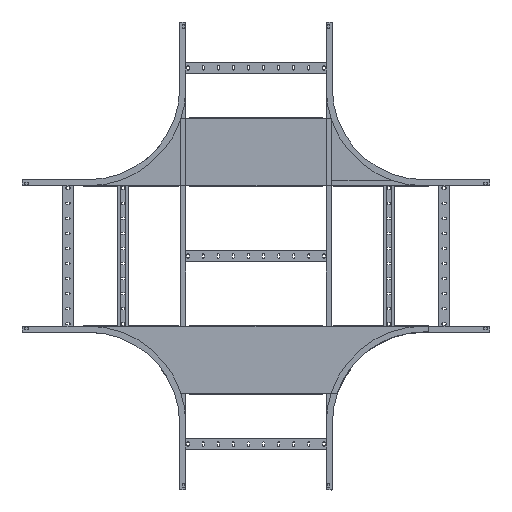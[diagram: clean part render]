
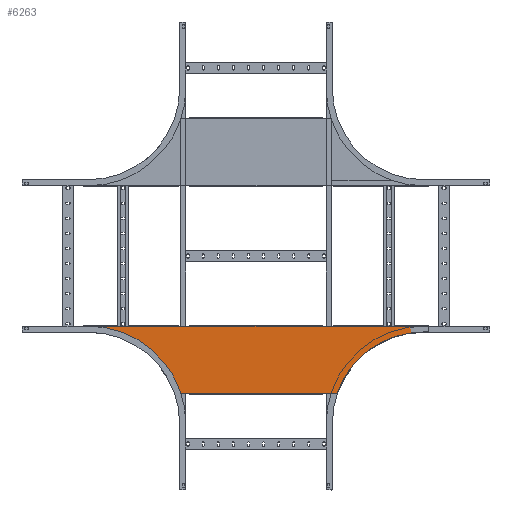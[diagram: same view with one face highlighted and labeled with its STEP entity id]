
A CAD part, top view. The second image highlights one B-rep face of the part: STEP entity #6263.
In plain terms, the highlighted face is planar.
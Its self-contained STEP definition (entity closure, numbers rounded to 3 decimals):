
#321 = EDGE_CURVE ( 'NONE', #8556, #1804, #9177, .T. ) ;
#351 = VECTOR ( 'NONE', #7181, 1000. ) ;
#473 = AXIS2_PLACEMENT_3D ( 'NONE', #1503, #7633, #654 ) ;
#654 = DIRECTION ( 'NONE',  ( 0., 0., 1. ) ) ;
#875 = DIRECTION ( 'NONE',  ( 0., 0., -1. ) ) ;
#996 = EDGE_CURVE ( 'NONE', #4184, #8277, #7621, .T. ) ;
#1034 = CARTESIAN_POINT ( 'NONE',  ( -737., -1.2, -393.2 ) ) ;
#1094 = VERTEX_POINT ( 'NONE', #9860 ) ;
#1379 = CARTESIAN_POINT ( 'NONE',  ( -549.538, -1.2, -375. ) ) ;
#1503 = CARTESIAN_POINT ( 'NONE',  ( -549.538, -1.2, -73.2 ) ) ;
#1559 = LINE ( 'NONE', #4585, #7198 ) ;
#1622 = AXIS2_PLACEMENT_3D ( 'NONE', #5639, #9201, #7577 ) ;
#1804 = VERTEX_POINT ( 'NONE', #3718 ) ;
#1915 = VERTEX_POINT ( 'NONE', #9397 ) ;
#1977 = ORIENTED_EDGE ( 'NONE', *, *, #6539, .F. ) ;
#2288 = DIRECTION ( 'NONE',  ( 0., 0., -1. ) ) ;
#2299 = VERTEX_POINT ( 'NONE', #4654 ) ;
#2502 = ORIENTED_EDGE ( 'NONE', *, *, #321, .T. ) ;
#2668 = EDGE_LOOP ( 'NONE', ( #8361, #7320, #2972, #7869, #2502, #7980, #4727, #4439, #4425, #1977 ) ) ;
#2972 = ORIENTED_EDGE ( 'NONE', *, *, #8930, .F. ) ;
#3022 = AXIS2_PLACEMENT_3D ( 'NONE', #4351, #9701, #5136 ) ;
#3047 = DIRECTION ( 'NONE',  ( -1., 0., 0. ) ) ;
#3201 = VERTEX_POINT ( 'NONE', #7416 ) ;
#3338 = CARTESIAN_POINT ( 'NONE',  ( 264.787, -1.2, -173.2 ) ) ;
#3350 = CIRCLE ( 'NONE', #4468, 301.8 ) ;
#3363 = CIRCLE ( 'NONE', #5115, 5. ) ;
#3583 = VECTOR ( 'NONE', #7600, 1000. ) ;
#3620 = VECTOR ( 'NONE', #7972, 1000. ) ;
#3643 = CARTESIAN_POINT ( 'NONE',  ( 549.538, -1.2, -375. ) ) ;
#3718 = CARTESIAN_POINT ( 'NONE',  ( -264.787, -1.2, -173.2 ) ) ;
#3932 = CARTESIAN_POINT ( 'NONE',  ( -560.4, -1.2, -380. ) ) ;
#3953 = CARTESIAN_POINT ( 'NONE',  ( -565.4, -1.2, -380. ) ) ;
#4002 = DIRECTION ( 'NONE',  ( 0., 0., 1. ) ) ;
#4184 = VERTEX_POINT ( 'NONE', #8816 ) ;
#4212 = CARTESIAN_POINT ( 'NONE',  ( 565.4, -1.2, -380. ) ) ;
#4236 = LINE ( 'NONE', #1034, #3620 ) ;
#4351 = CARTESIAN_POINT ( 'NONE',  ( 560.4, -1.2, -380. ) ) ;
#4425 = ORIENTED_EDGE ( 'NONE', *, *, #8548, .F. ) ;
#4439 = ORIENTED_EDGE ( 'NONE', *, *, #7922, .T. ) ;
#4468 = AXIS2_PLACEMENT_3D ( 'NONE', #6173, #9279, #875 ) ;
#4562 = CIRCLE ( 'NONE', #473, 301.8 ) ;
#4585 = CARTESIAN_POINT ( 'NONE',  ( 565.4, -1.2, -395.4 ) ) ;
#4654 = CARTESIAN_POINT ( 'NONE',  ( 560.4, -1.2, -375. ) ) ;
#4727 = ORIENTED_EDGE ( 'NONE', *, *, #996, .F. ) ;
#5115 = AXIS2_PLACEMENT_3D ( 'NONE', #3932, #6224, #4002 ) ;
#5121 = VECTOR ( 'NONE', #9788, 1000. ) ;
#5136 = DIRECTION ( 'NONE',  ( 0., 0., 1. ) ) ;
#5212 = CARTESIAN_POINT ( 'NONE',  ( -560., -1.2, -173.2 ) ) ;
#5331 = FACE_OUTER_BOUND ( 'NONE', #2668, .T. ) ;
#5352 = EDGE_CURVE ( 'NONE', #9262, #2299, #8537, .T. ) ;
#5388 = LINE ( 'NONE', #3643, #3583 ) ;
#5516 = LINE ( 'NONE', #7878, #351 ) ;
#5639 = CARTESIAN_POINT ( 'NONE',  ( -549.538, -1.2, -73.2 ) ) ;
#6173 = CARTESIAN_POINT ( 'NONE',  ( 549.538, -1.2, -73.2 ) ) ;
#6224 = DIRECTION ( 'NONE',  ( 0., -1., 0. ) ) ;
#6263 = ADVANCED_FACE ( 'NONE', ( #5331 ), #9171, .F. ) ;
#6539 = EDGE_CURVE ( 'NONE', #1094, #3201, #4236, .T. ) ;
#7039 = VECTOR ( 'NONE', #3047, 1000. ) ;
#7181 = DIRECTION ( 'NONE',  ( 0., 0., 1. ) ) ;
#7198 = VECTOR ( 'NONE', #2288, 1000. ) ;
#7320 = ORIENTED_EDGE ( 'NONE', *, *, #5352, .T. ) ;
#7416 = CARTESIAN_POINT ( 'NONE',  ( -565.4, -1.2, -393.2 ) ) ;
#7577 = DIRECTION ( 'NONE',  ( 0., 0., 1. ) ) ;
#7600 = DIRECTION ( 'NONE',  ( 1., 0., 0. ) ) ;
#7621 = LINE ( 'NONE', #1379, #5121 ) ;
#7633 = DIRECTION ( 'NONE',  ( 0., -1., 0. ) ) ;
#7789 = EDGE_CURVE ( 'NONE', #8277, #1804, #4562, .T. ) ;
#7854 = EDGE_CURVE ( 'NONE', #9262, #1094, #1559, .T. ) ;
#7869 = ORIENTED_EDGE ( 'NONE', *, *, #8432, .F. ) ;
#7878 = CARTESIAN_POINT ( 'NONE',  ( -565.4, -1.2, -395.4 ) ) ;
#7922 = EDGE_CURVE ( 'NONE', #4184, #9704, #3363, .T. ) ;
#7972 = DIRECTION ( 'NONE',  ( -1., 0., 0. ) ) ;
#7980 = ORIENTED_EDGE ( 'NONE', *, *, #7789, .F. ) ;
#8277 = VERTEX_POINT ( 'NONE', #9176 ) ;
#8361 = ORIENTED_EDGE ( 'NONE', *, *, #7854, .F. ) ;
#8432 = EDGE_CURVE ( 'NONE', #8556, #1915, #3350, .T. ) ;
#8537 = CIRCLE ( 'NONE', #3022, 5. ) ;
#8548 = EDGE_CURVE ( 'NONE', #3201, #9704, #5516, .T. ) ;
#8556 = VERTEX_POINT ( 'NONE', #3338 ) ;
#8816 = CARTESIAN_POINT ( 'NONE',  ( -560.4, -1.2, -375. ) ) ;
#8930 = EDGE_CURVE ( 'NONE', #1915, #2299, #5388, .T. ) ;
#9171 = PLANE ( 'NONE',  #1622 ) ;
#9176 = CARTESIAN_POINT ( 'NONE',  ( -549.538, -1.2, -375. ) ) ;
#9177 = LINE ( 'NONE', #5212, #7039 ) ;
#9201 = DIRECTION ( 'NONE',  ( 0., 1., 0. ) ) ;
#9262 = VERTEX_POINT ( 'NONE', #4212 ) ;
#9279 = DIRECTION ( 'NONE',  ( 0., -1., 0. ) ) ;
#9397 = CARTESIAN_POINT ( 'NONE',  ( 549.538, -1.2, -375. ) ) ;
#9701 = DIRECTION ( 'NONE',  ( 0., -1., 0. ) ) ;
#9704 = VERTEX_POINT ( 'NONE', #3953 ) ;
#9788 = DIRECTION ( 'NONE',  ( 1., 0., 0. ) ) ;
#9860 = CARTESIAN_POINT ( 'NONE',  ( 565.4, -1.2, -393.2 ) ) ;
